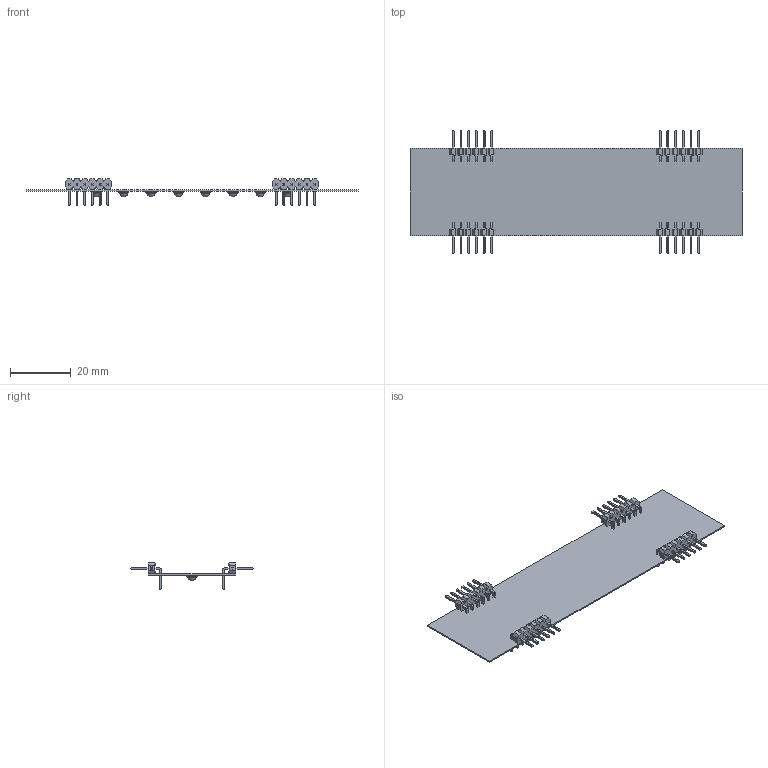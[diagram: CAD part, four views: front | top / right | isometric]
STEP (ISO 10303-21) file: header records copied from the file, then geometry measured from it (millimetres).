
FILE_DESCRIPTION(('Open CASCADE Model'),'2;1');
FILE_NAME('Open CASCADE Shape Model','2024-02-29T14:24:46',('Author'),( 'Open CASCADE'),'Open CASCADE STEP processor 7.5','Open CASCADE 7.5' ,'Unknown');
FILE_SCHEMA(('AUTOMOTIVE_DESIGN { 1 0 10303 214 1 1 1 1 }'));
Length unit declared in the file: millimetre
Products named in the file (22): PCB; Board; Open CASCADE STEP translator 7.5 1.1.1; J4; Conn_Sullins_PEC06SBBN_eec; PEC06SBBN; 1; 2; Pin1_Triangle; Sullins Logo; J3; J2; J1; D8; SST-10-SB-B130-M470; D7; D6; D5; D4; D3; D2; D1
Assembly tree (31 placements, depth 5):
  PCB
    Board
      Open CASCADE STEP translator 7.5 1.1.1
    J4
      Conn_Sullins_PEC06SBBN_eec
        PEC06SBBN
          1
          2
          Pin1_Triangle
          Sullins Logo
    J3
      Conn_Sullins_PEC06SBBN_eec
        PEC06SBBN
          1
          2
          Pin1_Triangle
          Sullins Logo
    J2
      Conn_Sullins_PEC06SBBN_eec
        PEC06SBBN
          1
          2
          Pin1_Triangle
          Sullins Logo
    J1
      Conn_Sullins_PEC06SBBN_eec
        PEC06SBBN
          1
          2
          Pin1_Triangle
          Sullins Logo
    D8
      SST-10-SB-B130-M470
    D7
      SST-10-SB-B130-M470
    D6
      SST-10-SB-B130-M470
    D5
      SST-10-SB-B130-M470
    D4
      SST-10-SB-B130-M470
    D3
      SST-10-SB-B130-M470
    D2
      SST-10-SB-B130-M470
    D1
      SST-10-SB-B130-M470
Bounding box: 109.48 x 40.68 x 8.77 mm (x, y, z)
Volume: 1987.6 mm3; surface area: 9128.3 mm2
Topology: 237 solids, 237 shells, 5732 faces, 13126 edges, 7908 vertices
Faces by surface type: plane 2848, cylinder 1900, sphere 616, torus 320, cone 48
Full cylindrical faces by diameter (mm): 0.025 x48, 0.068 x64, 0.508 x24
Entity records: 33638 total; most frequent: DIRECTION 5614, CARTESIAN_POINT 5400, ORIENTED_EDGE 4916, EDGE_CURVE 2458, AXIS2_PLACEMENT_3D 2066, LINE 1482, VECTOR 1482, VERTEX_POINT 1436
